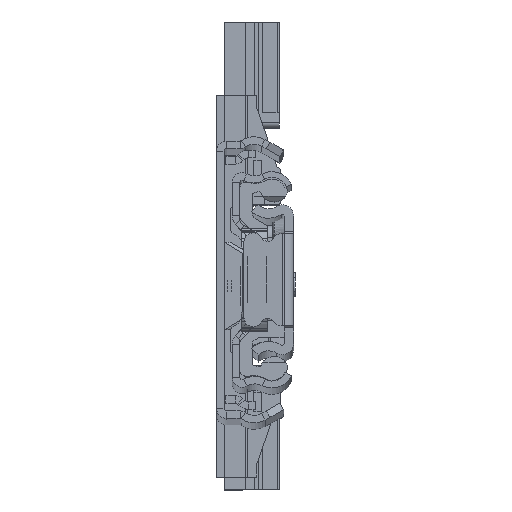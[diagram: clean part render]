
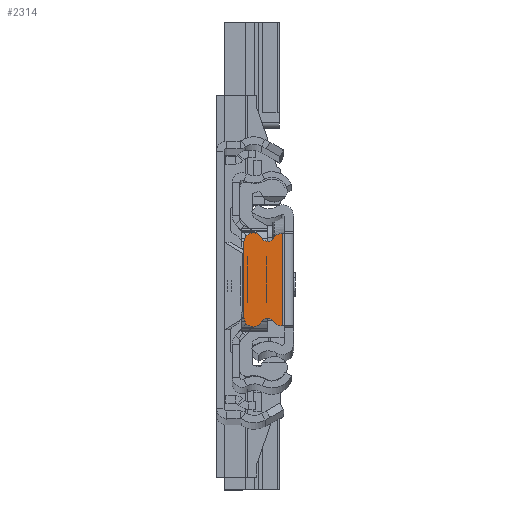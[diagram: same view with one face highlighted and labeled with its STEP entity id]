
A CAD part, top view. The second image highlights one B-rep face of the part: STEP entity #2314.
In plain terms, the highlighted planar face has unit normal (0, 0, 1).
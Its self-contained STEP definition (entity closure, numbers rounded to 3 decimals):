
#195 = CARTESIAN_POINT ( 'NONE',  ( -6.429, 6., 0. ) ) ;
#387 = DIRECTION ( 'NONE',  ( 1., 0., 0. ) ) ;
#409 = DIRECTION ( 'NONE',  ( 0., 0., -1. ) ) ;
#1202 = CIRCLE ( 'NONE', #21344, 1.1 ) ;
#1401 = VERTEX_POINT ( 'NONE', #4433 ) ;
#1856 = DIRECTION ( 'NONE',  ( 0., -1., 0. ) ) ;
#2314 = ADVANCED_FACE ( 'NONE', ( #8830 ), #9190, .T. ) ;
#3005 = CARTESIAN_POINT ( 'NONE',  ( -4.142, -7.236, 0. ) ) ;
#3182 = LINE ( 'NONE', #17463, #34551 ) ;
#3609 = ORIENTED_EDGE ( 'NONE', *, *, #5414, .F. ) ;
#3989 = EDGE_CURVE ( 'NONE', #11739, #26184, #26077, .T. ) ;
#4232 = ORIENTED_EDGE ( 'NONE', *, *, #3989, .T. ) ;
#4433 = CARTESIAN_POINT ( 'NONE',  ( -3.206, 6.658, 0. ) ) ;
#5285 = DIRECTION ( 'NONE',  ( -1., 0., 0. ) ) ;
#5414 = EDGE_CURVE ( 'NONE', #25109, #28402, #3182, .T. ) ;
#7657 = ORIENTED_EDGE ( 'NONE', *, *, #14924, .T. ) ;
#7754 = VERTEX_POINT ( 'NONE', #27459 ) ;
#7950 = AXIS2_PLACEMENT_3D ( 'NONE', #3005, #409, #19697 ) ;
#8830 = FACE_OUTER_BOUND ( 'NONE', #18682, .T. ) ;
#9045 = VECTOR ( 'NONE', #23271, 1000. ) ;
#9190 = PLANE ( 'NONE',  #23560 ) ;
#9262 = EDGE_CURVE ( 'NONE', #25109, #1401, #26541, .T. ) ;
#9372 = CARTESIAN_POINT ( 'NONE',  ( 644.071, 0., 0. ) ) ;
#10352 = ORIENTED_EDGE ( 'NONE', *, *, #12071, .T. ) ;
#10460 = EDGE_CURVE ( 'NONE', #7754, #13669, #13805, .T. ) ;
#10530 = AXIS2_PLACEMENT_3D ( 'NONE', #20973, #18030, #29349 ) ;
#10778 = CARTESIAN_POINT ( 'NONE',  ( -5.109, -6.713, 0. ) ) ;
#11193 = CIRCLE ( 'NONE', #29548, 1.5 ) ;
#11347 = DIRECTION ( 'NONE',  ( 1., 0., 0. ) ) ;
#11500 = DIRECTION ( 'NONE',  ( -1., 0., 0. ) ) ;
#11739 = VERTEX_POINT ( 'NONE', #13577 ) ;
#12071 = EDGE_CURVE ( 'NONE', #1401, #22064, #1202, .T. ) ;
#13577 = CARTESIAN_POINT ( 'NONE',  ( -7.929, 6., 0. ) ) ;
#13669 = VERTEX_POINT ( 'NONE', #25727 ) ;
#13805 = LINE ( 'NONE', #36416, #14753 ) ;
#13844 = DIRECTION ( 'NONE',  ( 0., 0., 1. ) ) ;
#14106 = CIRCLE ( 'NONE', #34821, 1.5 ) ;
#14598 = DIRECTION ( 'NONE',  ( 0., 0., 1. ) ) ;
#14753 = VECTOR ( 'NONE', #5285, 1000. ) ;
#14826 = ORIENTED_EDGE ( 'NONE', *, *, #10460, .F. ) ;
#14924 = EDGE_CURVE ( 'NONE', #23213, #31731, #23961, .T. ) ;
#15578 = CARTESIAN_POINT ( 'NONE',  ( -4.142, 7.236, 0. ) ) ;
#15774 = DIRECTION ( 'NONE',  ( 1., 0., 0. ) ) ;
#16322 = DIRECTION ( 'NONE',  ( 0., 0., -1. ) ) ;
#16470 = ORIENTED_EDGE ( 'NONE', *, *, #30555, .T. ) ;
#17463 = CARTESIAN_POINT ( 'NONE',  ( -1.929, 7.37, 0. ) ) ;
#17972 = EDGE_CURVE ( 'NONE', #31731, #13669, #11193, .T. ) ;
#18030 = DIRECTION ( 'NONE',  ( 0., 0., 1. ) ) ;
#18682 = EDGE_LOOP ( 'NONE', ( #36091, #3609, #34932, #10352, #16470, #4232, #36451, #7657, #33325, #14826 ) ) ;
#19483 = CARTESIAN_POINT ( 'NONE',  ( -1.75, 0., 0. ) ) ;
#19697 = DIRECTION ( 'NONE',  ( -1., 0., 0. ) ) ;
#20665 = CARTESIAN_POINT ( 'NONE',  ( -7.929, -6., 0. ) ) ;
#20973 = CARTESIAN_POINT ( 'NONE',  ( -1.929, 5.87, 0. ) ) ;
#21344 = AXIS2_PLACEMENT_3D ( 'NONE', #15578, #16322, #15774 ) ;
#21590 = VECTOR ( 'NONE', #1856, 1000. ) ;
#22064 = VERTEX_POINT ( 'NONE', #35747 ) ;
#22200 = CARTESIAN_POINT ( 'NONE',  ( -7.929, -6., 0. ) ) ;
#22683 = CARTESIAN_POINT ( 'NONE',  ( -3.206, -6.658, 0. ) ) ;
#23213 = VERTEX_POINT ( 'NONE', #10778 ) ;
#23271 = DIRECTION ( 'NONE',  ( 0., -1., 0. ) ) ;
#23560 = AXIS2_PLACEMENT_3D ( 'NONE', #9372, #14598, #32046 ) ;
#23961 = CIRCLE ( 'NONE', #7950, 1.1 ) ;
#25109 = VERTEX_POINT ( 'NONE', #31310 ) ;
#25166 = DIRECTION ( 'NONE',  ( 1., 0., 0. ) ) ;
#25727 = CARTESIAN_POINT ( 'NONE',  ( -1.929, -7.37, 0. ) ) ;
#26077 = LINE ( 'NONE', #20665, #9045 ) ;
#26184 = VERTEX_POINT ( 'NONE', #22200 ) ;
#26220 = EDGE_CURVE ( 'NONE', #26184, #23213, #14106, .T. ) ;
#26541 = CIRCLE ( 'NONE', #10530, 1.5 ) ;
#26685 = CARTESIAN_POINT ( 'NONE',  ( -1.929, -5.87, 0. ) ) ;
#26762 = AXIS2_PLACEMENT_3D ( 'NONE', #195, #28037, #11500 ) ;
#27102 = CARTESIAN_POINT ( 'NONE',  ( -1.75, 7.37, 0. ) ) ;
#27459 = CARTESIAN_POINT ( 'NONE',  ( -1.75, -7.37, 0. ) ) ;
#27480 = LINE ( 'NONE', #19483, #21590 ) ;
#28037 = DIRECTION ( 'NONE',  ( 0., 0., 1. ) ) ;
#28145 = CARTESIAN_POINT ( 'NONE',  ( -6.429, -6., 0. ) ) ;
#28402 = VERTEX_POINT ( 'NONE', #27102 ) ;
#29349 = DIRECTION ( 'NONE',  ( -1., 0., 0. ) ) ;
#29548 = AXIS2_PLACEMENT_3D ( 'NONE', #26685, #34149, #387 ) ;
#30316 = CIRCLE ( 'NONE', #26762, 1.5 ) ;
#30555 = EDGE_CURVE ( 'NONE', #22064, #11739, #30316, .T. ) ;
#31310 = CARTESIAN_POINT ( 'NONE',  ( -1.929, 7.37, 0. ) ) ;
#31731 = VERTEX_POINT ( 'NONE', #22683 ) ;
#32046 = DIRECTION ( 'NONE',  ( 1., 0., 0. ) ) ;
#33325 = ORIENTED_EDGE ( 'NONE', *, *, #17972, .T. ) ;
#33558 = EDGE_CURVE ( 'NONE', #28402, #7754, #27480, .T. ) ;
#34149 = DIRECTION ( 'NONE',  ( 0., 0., 1. ) ) ;
#34551 = VECTOR ( 'NONE', #11347, 1000. ) ;
#34821 = AXIS2_PLACEMENT_3D ( 'NONE', #28145, #13844, #25166 ) ;
#34932 = ORIENTED_EDGE ( 'NONE', *, *, #9262, .T. ) ;
#35747 = CARTESIAN_POINT ( 'NONE',  ( -5.109, 6.713, 0. ) ) ;
#36091 = ORIENTED_EDGE ( 'NONE', *, *, #33558, .F. ) ;
#36416 = CARTESIAN_POINT ( 'NONE',  ( -1.929, -7.37, 0. ) ) ;
#36451 = ORIENTED_EDGE ( 'NONE', *, *, #26220, .T. ) ;
